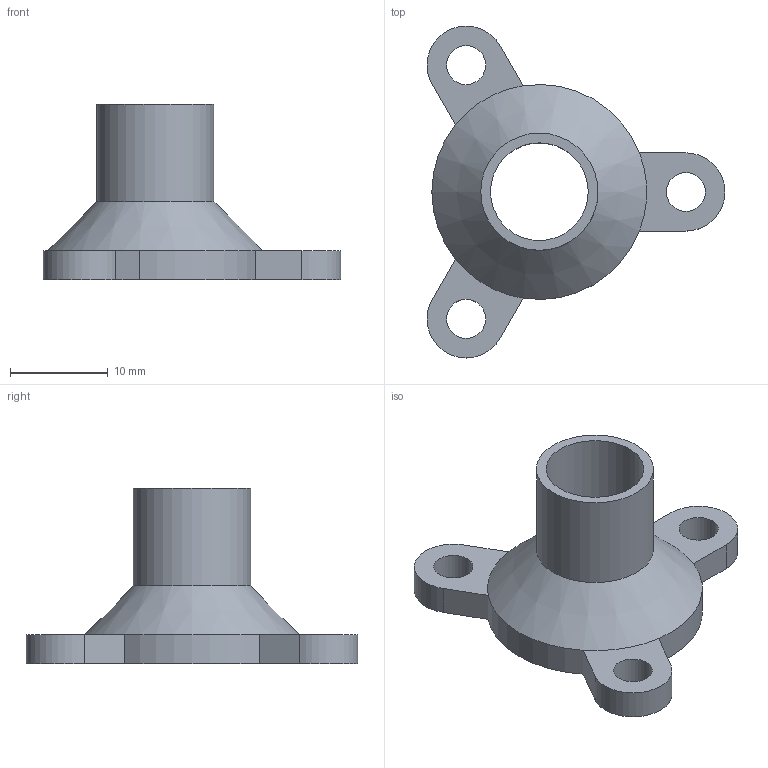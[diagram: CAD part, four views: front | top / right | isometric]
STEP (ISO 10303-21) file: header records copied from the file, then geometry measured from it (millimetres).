
FILE_DESCRIPTION(('STEP AP242'), '1');
FILE_NAME('itemPipeTop', '', ('UNSPECIFIED'), ('UNSPECIFIED'), 'C3D Converter', 'C3D Toolkit', '');
FILE_SCHEMA(('AP242_MANAGED_MODEL_BASED_3D_ENGINEERING_MIM_LF { 1 0 10303 442 1 1 4 }'));
Length unit declared in the file: millimetre
Bounding box: 30.5 x 33.98 x 18 mm (x, y, z)
Volume: 1281.1 mm3; surface area: 2652.3 mm2
Topology: 1 solids, 1 shells, 33 faces, 88 edges, 56 vertices
Faces by surface type: plane 16, cylinder 15, cone 2
Full cylindrical faces by diameter (mm): 4 x3, 10 x1, 12 x2, 20 x1
Entity records: 1051 total; most frequent: DIRECTION 186, CARTESIAN_POINT 169, ORIENTED_EDGE 158, EDGE_CURVE 79, AXIS2_PLACEMENT_3D 73, VERTEX_POINT 56, EDGE_LOOP 53, LINE 40
